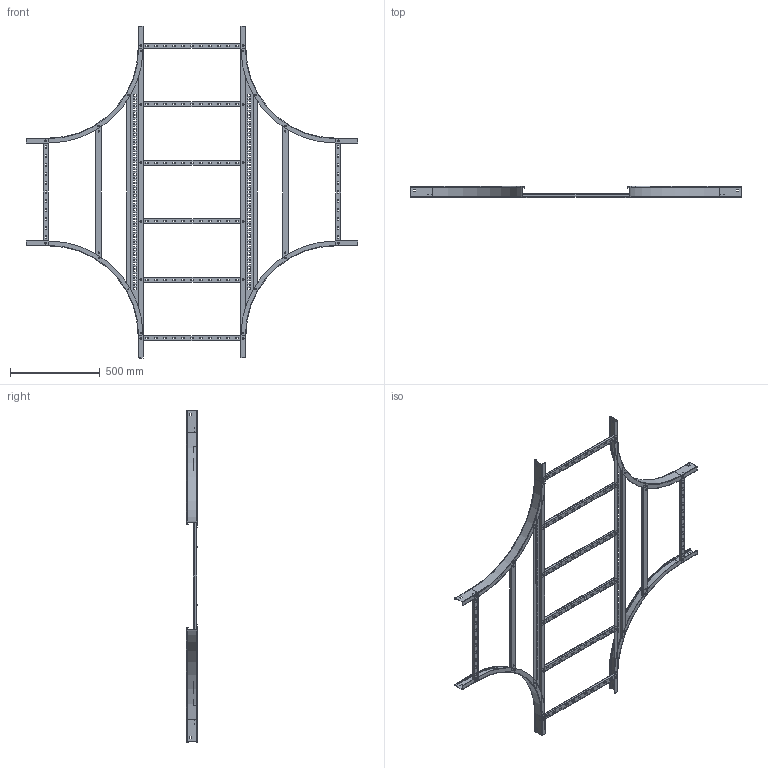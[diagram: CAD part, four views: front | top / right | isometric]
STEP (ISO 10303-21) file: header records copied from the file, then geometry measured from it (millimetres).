
FILE_DESCRIPTION (( 'STEP AP214' ), '1' );
FILE_NAME ('6214440.STEP', '2020-05-08T11:22:54', ( '' ), ( '' ), 'SwSTEP 2.0', 'SolidWorks 2018', '' );
FILE_SCHEMA (( 'AUTOMOTIVE_DESIGN' ));
Length unit declared in the file: millimetre
Products named in the file (10): KTS 14.041-005_3.5mm; 131591_60_27_R500; 131595_NB0600; 131571_L=595 (NB=600); KTS 14.041-005_3.00mm; 131594_NB0600; 6214440
Assembly tree (42 placements, depth 2):
  6214440
    131591_60_27_R500
    131591_60_27_R500
    131591_60_27_R500
    131591_60_27_R500
    131594_NB0600  x2
    131571_L=595 (NB=600)  x8
    131595_NB0600  x2
    KTS 14.041-005_3.00mm  x14
    KTS 14.041-005_3.5mm  x12
Bounding box: 1850 x 61.6 x 1850 mm (x, y, z)
Volume: 1882135.3 mm3; surface area: 2359694.1 mm2
Topology: 42 solids, 42 shells, 2330 faces, 6356 edges, 4136 vertices
Faces by surface type: plane 1150, cylinder 988, torus 120, cone 52, bspline 20
Entity records: 32616 total; most frequent: CARTESIAN_POINT 6143, DIRECTION 5176, ORIENTED_EDGE 5020, EDGE_CURVE 2510, AXIS2_PLACEMENT_3D 1777, VERTEX_POINT 1636, VECTOR 1622, LINE 1622
